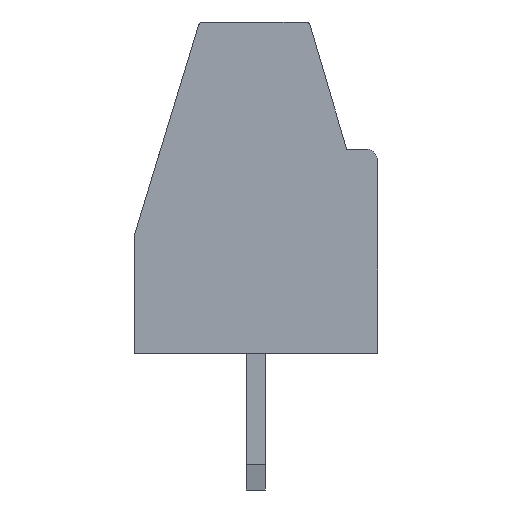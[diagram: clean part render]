
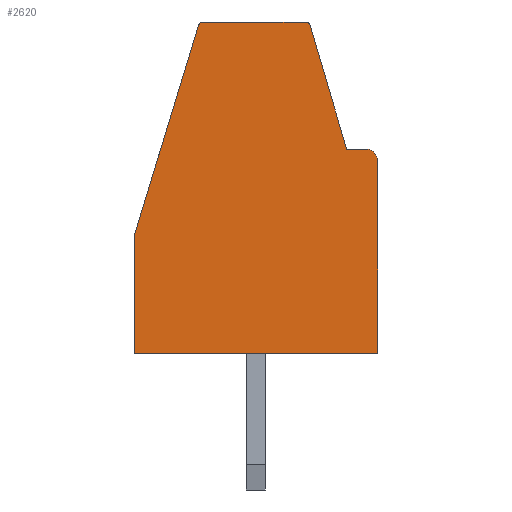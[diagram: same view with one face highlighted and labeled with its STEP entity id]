
A CAD part, left-side view. The second image highlights one B-rep face of the part: STEP entity #2620.
In plain terms, the highlighted planar face has unit normal (-1, 0, 0).
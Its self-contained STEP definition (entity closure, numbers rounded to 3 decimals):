
#64=CIRCLE('',#2823,0.1);
#65=CIRCLE('',#2824,0.1);
#66=CIRCLE('',#2825,0.3);
#376=ORIENTED_EDGE('',*,*,#1040,.F.);
#377=ORIENTED_EDGE('',*,*,#1041,.F.);
#378=ORIENTED_EDGE('',*,*,#1042,.F.);
#379=ORIENTED_EDGE('',*,*,#1043,.F.);
#380=ORIENTED_EDGE('',*,*,#1044,.F.);
#381=ORIENTED_EDGE('',*,*,#1045,.F.);
#382=ORIENTED_EDGE('',*,*,#1046,.T.);
#383=ORIENTED_EDGE('',*,*,#1047,.T.);
#384=ORIENTED_EDGE('',*,*,#1039,.F.);
#385=ORIENTED_EDGE('',*,*,#1048,.F.);
#1039=EDGE_CURVE('',#1371,#1368,#1651,.T.);
#1040=EDGE_CURVE('',#1372,#1373,#1652,.T.);
#1041=EDGE_CURVE('',#1374,#1372,#1653,.T.);
#1042=EDGE_CURVE('',#1375,#1374,#64,.T.);
#1043=EDGE_CURVE('',#1376,#1375,#1654,.T.);
#1044=EDGE_CURVE('',#1377,#1376,#65,.T.);
#1045=EDGE_CURVE('',#1378,#1377,#1655,.T.);
#1046=EDGE_CURVE('',#1378,#1379,#1656,.T.);
#1047=EDGE_CURVE('',#1379,#1368,#1657,.T.);
#1048=EDGE_CURVE('',#1373,#1371,#66,.T.);
#1368=VERTEX_POINT('',#4013);
#1371=VERTEX_POINT('',#4018);
#1372=VERTEX_POINT('',#4022);
#1373=VERTEX_POINT('',#4023);
#1374=VERTEX_POINT('',#4025);
#1375=VERTEX_POINT('',#4027);
#1376=VERTEX_POINT('',#4029);
#1377=VERTEX_POINT('',#4031);
#1378=VERTEX_POINT('',#4033);
#1379=VERTEX_POINT('',#4035);
#1651=LINE('',#4019,#1952);
#1652=LINE('',#4021,#1953);
#1653=LINE('',#4024,#1954);
#1654=LINE('',#4028,#1955);
#1655=LINE('',#4032,#1956);
#1656=LINE('',#4034,#1957);
#1657=LINE('',#4036,#1958);
#1952=VECTOR('',#3227,1000.);
#1953=VECTOR('',#3230,1000.);
#1954=VECTOR('',#3231,1000.);
#1955=VECTOR('',#3234,1000.);
#1956=VECTOR('',#3237,1000.);
#1957=VECTOR('',#3238,1000.);
#1958=VECTOR('',#3239,1000.);
#2169=EDGE_LOOP('',(#376,#377,#378,#379,#380,#381,#382,#383,#384,#385));
#2342=FACE_BOUND('',#2169,.T.);
#2505=PLANE('',#2822);
#2620=ADVANCED_FACE('',(#2342),#2505,.F.);
#2822=AXIS2_PLACEMENT_3D('',#4020,#3228,#3229);
#2823=AXIS2_PLACEMENT_3D('',#4026,#3232,#3233);
#2824=AXIS2_PLACEMENT_3D('',#4030,#3235,#3236);
#2825=AXIS2_PLACEMENT_3D('',#4037,#3240,#3241);
#3227=DIRECTION('',(0.,0.,-1.));
#3228=DIRECTION('',(1.,0.,0.));
#3229=DIRECTION('',(0.,0.,-1.));
#3230=DIRECTION('',(0.,-1.,0.));
#3231=DIRECTION('',(0.,-0.284,-0.959));
#3232=DIRECTION('',(1.,0.,0.));
#3233=DIRECTION('',(0.,0.,-1.));
#3234=DIRECTION('',(0.,-1.,0.));
#3235=DIRECTION('',(1.,0.,0.));
#3236=DIRECTION('',(0.,0.,-1.));
#3237=DIRECTION('',(0.,-0.292,0.956));
#3238=DIRECTION('',(0.,0.,-1.));
#3239=DIRECTION('',(0.,-1.,0.));
#3240=DIRECTION('',(1.,0.,0.));
#3241=DIRECTION('',(0.,0.,-1.));
#4013=CARTESIAN_POINT('',(-2.78,-3.16,0.));
#4018=CARTESIAN_POINT('',(-2.78,-3.16,5.));
#4019=CARTESIAN_POINT('',(-2.78,-3.16,8.6));
#4020=CARTESIAN_POINT('',(-2.78,3.14,8.6));
#4021=CARTESIAN_POINT('',(-2.78,3.14,5.3));
#4022=CARTESIAN_POINT('',(-2.78,-2.36,5.3));
#4023=CARTESIAN_POINT('',(-2.78,-2.86,5.3));
#4024=CARTESIAN_POINT('',(-2.78,-1.016,9.832));
#4025=CARTESIAN_POINT('',(-2.78,-1.403,8.528));
#4026=CARTESIAN_POINT('',(-2.78,-1.307,8.5));
#4027=CARTESIAN_POINT('',(-2.78,-1.307,8.6));
#4028=CARTESIAN_POINT('',(-2.78,3.14,8.6));
#4029=CARTESIAN_POINT('',(-2.78,1.384,8.6));
#4030=CARTESIAN_POINT('',(-2.78,1.384,8.5));
#4031=CARTESIAN_POINT('',(-2.78,1.48,8.529));
#4032=CARTESIAN_POINT('',(-2.78,1.602,8.13));
#4033=CARTESIAN_POINT('',(-2.78,3.14,3.1));
#4034=CARTESIAN_POINT('',(-2.78,3.14,8.6));
#4035=CARTESIAN_POINT('',(-2.78,3.14,0.));
#4036=CARTESIAN_POINT('',(-2.78,3.14,0.));
#4037=CARTESIAN_POINT('',(-2.78,-2.86,5.));
